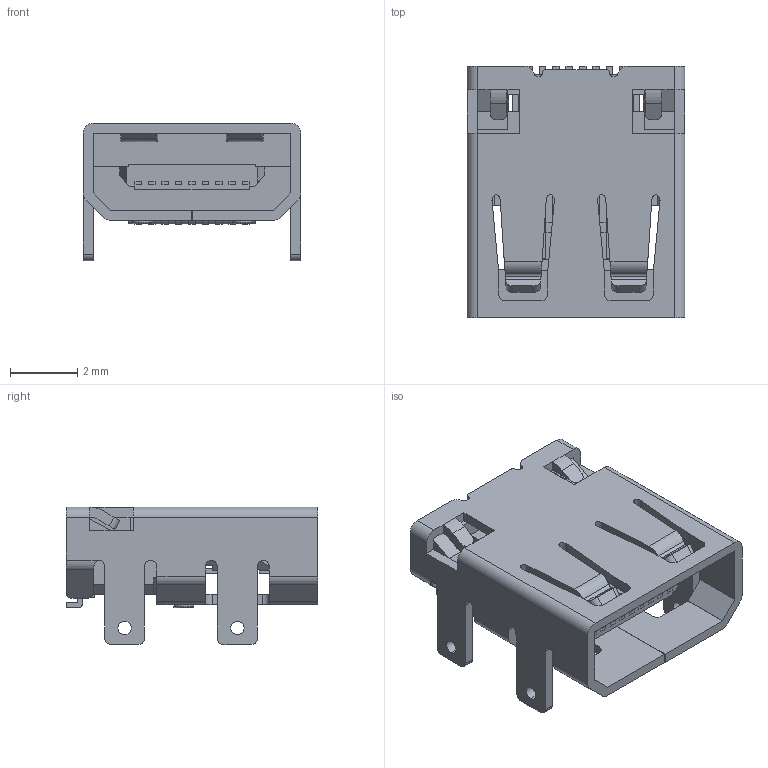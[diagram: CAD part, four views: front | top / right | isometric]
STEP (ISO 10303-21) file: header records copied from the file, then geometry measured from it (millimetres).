
FILE_DESCRIPTION(('STEP AP214'),'1');
FILE_NAME('685119248123.stp','2017-04-12T06:40:48',('TraceParts'),('TraceParts S.A.'),'Spatial InterOp 3D',' ',' ');
FILE_SCHEMA(('automotive_design'));
Length unit declared in the file: millimetre
Products named in the file (22): 685119248123_1; 685119248123_2; 685119248123_3; 685119248123_4; 685119248123_5; 685119248123_6; 685119248123_7; 685119248123_8; 685119248123_9; 685119248123_10; 685119248123_11; 685119248123_12; 685119248123_13; 685119248123_14; 685119248123_15; 685119248123_16; 685119248123_17; 685119248123_18; 685119248123_19; 685119248123_20; 685119248123_21; 685119248123_22
Bounding box: 6.5 x 7.5 x 4.1 mm (x, y, z)
Volume: 71.1 mm3; surface area: 544.4 mm2
Topology: 22 solids, 22 shells, 1066 faces, 3219 edges, 2104 vertices
Faces by surface type: plane 828, cylinder 232, torus 4, bspline 2
Entity records: 44846 total; most frequent: CARTESIAN_POINT 6461, ORIENTED_EDGE 6438, DIRECTION 5859, EDGE_CURVE 3219, LINE 2743, VECTOR 2743, VERTEX_POINT 2104, AXIS2_PLACEMENT_3D 1558
